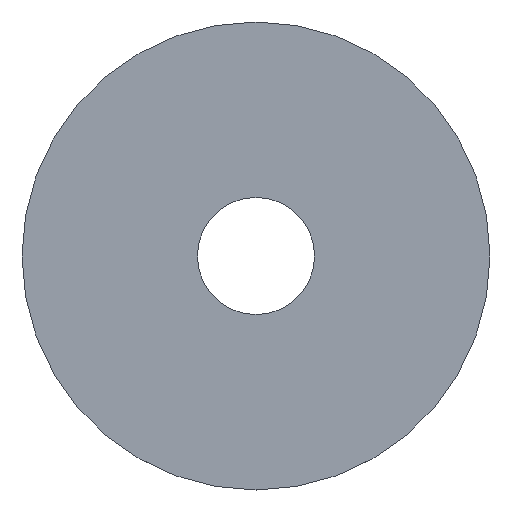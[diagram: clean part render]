
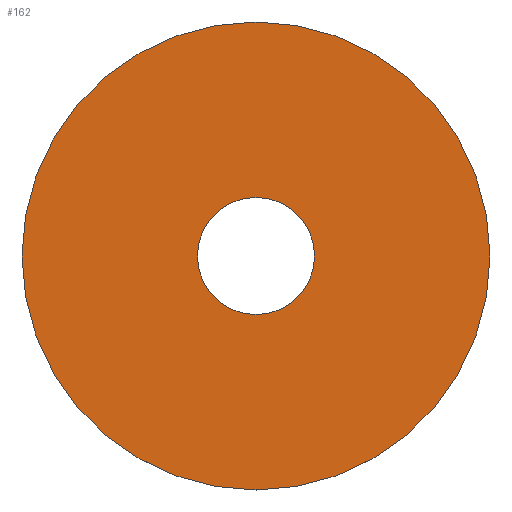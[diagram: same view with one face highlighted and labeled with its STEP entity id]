
A CAD part, top view. The second image highlights one B-rep face of the part: STEP entity #162.
In plain terms, the highlighted planar face has unit normal (0, 0, 1).
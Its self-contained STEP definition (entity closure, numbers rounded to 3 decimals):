
#6 = CIRCLE ( 'NONE', #83, 5. ) ;
#9 = FACE_BOUND ( 'NONE', #23, .T. ) ;
#10 = PLANE ( 'NONE',  #88 ) ;
#23 = EDGE_LOOP ( 'NONE', ( #64 ) ) ;
#24 = EDGE_LOOP ( 'NONE', ( #119 ) ) ;
#42 = DIRECTION ( 'NONE',  ( 0., 1., 0. ) ) ;
#47 = CIRCLE ( 'NONE', #77, 20. ) ;
#54 = DIRECTION ( 'NONE',  ( 0., -1., 0. ) ) ;
#55 = DIRECTION ( 'NONE',  ( 0., 0., -1. ) ) ;
#64 = ORIENTED_EDGE ( 'NONE', *, *, #127, .T. ) ;
#67 = CARTESIAN_POINT ( 'NONE',  ( 0., 0., 0.4 ) ) ;
#74 = CARTESIAN_POINT ( 'NONE',  ( 0., 20., 0.4 ) ) ;
#77 = AXIS2_PLACEMENT_3D ( 'NONE', #132, #55, #124 ) ;
#83 = AXIS2_PLACEMENT_3D ( 'NONE', #67, #156, #42 ) ;
#86 = CARTESIAN_POINT ( 'NONE',  ( 0., 5., 0.4 ) ) ;
#88 = AXIS2_PLACEMENT_3D ( 'NONE', #161, #99, #54 ) ;
#99 = DIRECTION ( 'NONE',  ( 0., 0., 1. ) ) ;
#109 = FACE_OUTER_BOUND ( 'NONE', #24, .T. ) ;
#112 = VERTEX_POINT ( 'NONE', #86 ) ;
#119 = ORIENTED_EDGE ( 'NONE', *, *, #159, .F. ) ;
#124 = DIRECTION ( 'NONE',  ( 0., 1., 0. ) ) ;
#127 = EDGE_CURVE ( 'NONE', #112, #112, #6, .T. ) ;
#132 = CARTESIAN_POINT ( 'NONE',  ( 0., 0., 0.4 ) ) ;
#156 = DIRECTION ( 'NONE',  ( 0., 0., -1. ) ) ;
#159 = EDGE_CURVE ( 'NONE', #163, #163, #47, .T. ) ;
#161 = CARTESIAN_POINT ( 'NONE',  ( 0., 5., 0.4 ) ) ;
#162 = ADVANCED_FACE ( 'NONE', ( #9, #109 ), #10, .T. ) ;
#163 = VERTEX_POINT ( 'NONE', #74 ) ;
